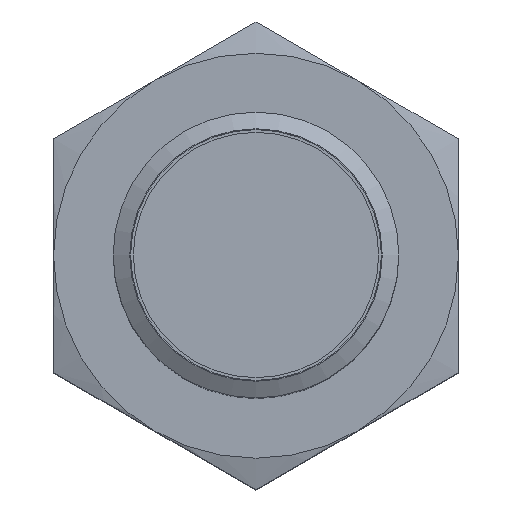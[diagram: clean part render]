
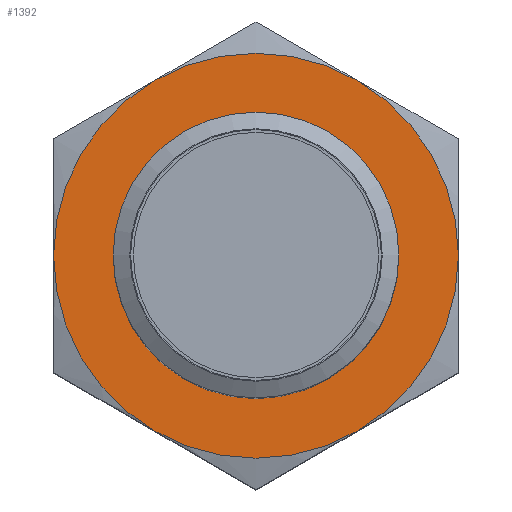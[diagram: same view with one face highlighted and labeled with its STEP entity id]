
A CAD part, top view. The second image highlights one B-rep face of the part: STEP entity #1392.
In plain terms, the highlighted face is planar.
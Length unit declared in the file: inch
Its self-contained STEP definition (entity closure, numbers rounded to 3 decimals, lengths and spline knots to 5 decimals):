
#95 = ORIENTED_EDGE ( 'NONE', *, *, #2071, .F. ) ;
#251 = VERTEX_POINT ( 'NONE', #426 ) ;
#285 = PLANE ( 'NONE',  #1961 ) ;
#304 = DIRECTION ( 'NONE',  ( 0., 1., 0. ) ) ;
#358 = AXIS2_PLACEMENT_3D ( 'NONE', #2236, #2477, #375 ) ;
#375 = DIRECTION ( 'NONE',  ( -1., 0., 0. ) ) ;
#404 = ORIENTED_EDGE ( 'NONE', *, *, #1968, .F. ) ;
#426 = CARTESIAN_POINT ( 'NONE',  ( 101.34383, -36.09358, -24.95861 ) ) ;
#483 = DIRECTION ( 'NONE',  ( 0., 0., 1. ) ) ;
#511 = DIRECTION ( 'NONE',  ( 0., 1., 0. ) ) ;
#542 = EDGE_CURVE ( 'NONE', #1420, #1635, #1843, .T. ) ;
#600 = DIRECTION ( 'NONE',  ( 0., 0., -1. ) ) ;
#640 = CIRCLE ( 'NONE', #358, 0.33465 ) ;
#692 = CARTESIAN_POINT ( 'NONE',  ( 101.05402, -36.09358, -24.79129 ) ) ;
#722 = DIRECTION ( 'NONE',  ( 0., 0., -1. ) ) ;
#746 = EDGE_CURVE ( 'NONE', #790, #790, #1769, .T. ) ;
#790 = VERTEX_POINT ( 'NONE', #1212 ) ;
#811 = EDGE_CURVE ( 'NONE', #2670, #1420, #640, .T. ) ;
#815 = AXIS2_PLACEMENT_3D ( 'NONE', #1422, #1661, #2145 ) ;
#843 = CARTESIAN_POINT ( 'NONE',  ( 101.05402, -36.09358, -25.12593 ) ) ;
#997 = FACE_BOUND ( 'NONE', #1576, .T. ) ;
#999 = DIRECTION ( 'NONE',  ( 0., 0., 1. ) ) ;
#1167 = CARTESIAN_POINT ( 'NONE',  ( 101.05402, -36.09358, -25.12593 ) ) ;
#1183 = DIRECTION ( 'NONE',  ( 0., -1., 0. ) ) ;
#1212 = CARTESIAN_POINT ( 'NONE',  ( 101.05402, -36.09358, -25.36215 ) ) ;
#1322 = EDGE_CURVE ( 'NONE', #1635, #1718, #1512, .T. ) ;
#1387 = CIRCLE ( 'NONE', #2258, 0.33465 ) ;
#1392 = ADVANCED_FACE ( 'NONE', ( #2292, #997 ), #285, .T. ) ;
#1396 = DIRECTION ( 'NONE',  ( -1., 0., 0. ) ) ;
#1420 = VERTEX_POINT ( 'NONE', #1889 ) ;
#1422 = CARTESIAN_POINT ( 'NONE',  ( 101.05402, -36.09358, -25.12593 ) ) ;
#1437 = AXIS2_PLACEMENT_3D ( 'NONE', #2914, #2437, #2460 ) ;
#1451 = ORIENTED_EDGE ( 'NONE', *, *, #1511, .F. ) ;
#1511 = EDGE_CURVE ( 'NONE', #2895, #251, #2750, .T. ) ;
#1512 = CIRCLE ( 'NONE', #2901, 0.33465 ) ;
#1525 = DIRECTION ( 'NONE',  ( 0., 1., 0. ) ) ;
#1570 = ORIENTED_EDGE ( 'NONE', *, *, #746, .T. ) ;
#1576 = EDGE_LOOP ( 'NONE', ( #1570 ) ) ;
#1635 = VERTEX_POINT ( 'NONE', #2458 ) ;
#1661 = DIRECTION ( 'NONE',  ( 0., 1., 0. ) ) ;
#1675 = ORIENTED_EDGE ( 'NONE', *, *, #811, .F. ) ;
#1682 = CARTESIAN_POINT ( 'NONE',  ( 101.05402, -36.09358, -25.12593 ) ) ;
#1718 = VERTEX_POINT ( 'NONE', #2502 ) ;
#1769 = CIRCLE ( 'NONE', #1914, 0.23622 ) ;
#1843 = CIRCLE ( 'NONE', #1437, 0.33465 ) ;
#1889 = CARTESIAN_POINT ( 'NONE',  ( 101.05402, -36.09358, -25.46058 ) ) ;
#1914 = AXIS2_PLACEMENT_3D ( 'NONE', #843, #1525, #600 ) ;
#1943 = CARTESIAN_POINT ( 'NONE',  ( 101.34383, -36.09358, -25.29326 ) ) ;
#1961 = AXIS2_PLACEMENT_3D ( 'NONE', #1971, #1183, #722 ) ;
#1968 = EDGE_CURVE ( 'NONE', #1718, #2895, #2933, .T. ) ;
#1971 = CARTESIAN_POINT ( 'NONE',  ( 100.88669, -36.09358, -25.12593 ) ) ;
#2037 = AXIS2_PLACEMENT_3D ( 'NONE', #1167, #2799, #1396 ) ;
#2071 = EDGE_CURVE ( 'NONE', #251, #2670, #1387, .T. ) ;
#2145 = DIRECTION ( 'NONE',  ( -1., 0., 0. ) ) ;
#2236 = CARTESIAN_POINT ( 'NONE',  ( 101.05402, -36.09358, -25.12593 ) ) ;
#2258 = AXIS2_PLACEMENT_3D ( 'NONE', #1682, #304, #483 ) ;
#2281 = ORIENTED_EDGE ( 'NONE', *, *, #1322, .F. ) ;
#2292 = FACE_OUTER_BOUND ( 'NONE', #2925, .T. ) ;
#2409 = CARTESIAN_POINT ( 'NONE',  ( 101.05402, -36.09358, -25.12593 ) ) ;
#2437 = DIRECTION ( 'NONE',  ( 0., 1., 0. ) ) ;
#2458 = CARTESIAN_POINT ( 'NONE',  ( 100.76421, -36.09358, -25.29326 ) ) ;
#2460 = DIRECTION ( 'NONE',  ( -1., 0., 0. ) ) ;
#2477 = DIRECTION ( 'NONE',  ( 0., 1., 0. ) ) ;
#2480 = ORIENTED_EDGE ( 'NONE', *, *, #542, .F. ) ;
#2502 = CARTESIAN_POINT ( 'NONE',  ( 100.76421, -36.09358, -24.95861 ) ) ;
#2670 = VERTEX_POINT ( 'NONE', #1943 ) ;
#2750 = CIRCLE ( 'NONE', #815, 0.33465 ) ;
#2799 = DIRECTION ( 'NONE',  ( 0., 1., 0. ) ) ;
#2895 = VERTEX_POINT ( 'NONE', #692 ) ;
#2901 = AXIS2_PLACEMENT_3D ( 'NONE', #2409, #511, #999 ) ;
#2914 = CARTESIAN_POINT ( 'NONE',  ( 101.05402, -36.09358, -25.12593 ) ) ;
#2925 = EDGE_LOOP ( 'NONE', ( #1675, #95, #1451, #404, #2281, #2480 ) ) ;
#2933 = CIRCLE ( 'NONE', #2037, 0.33465 ) ;
